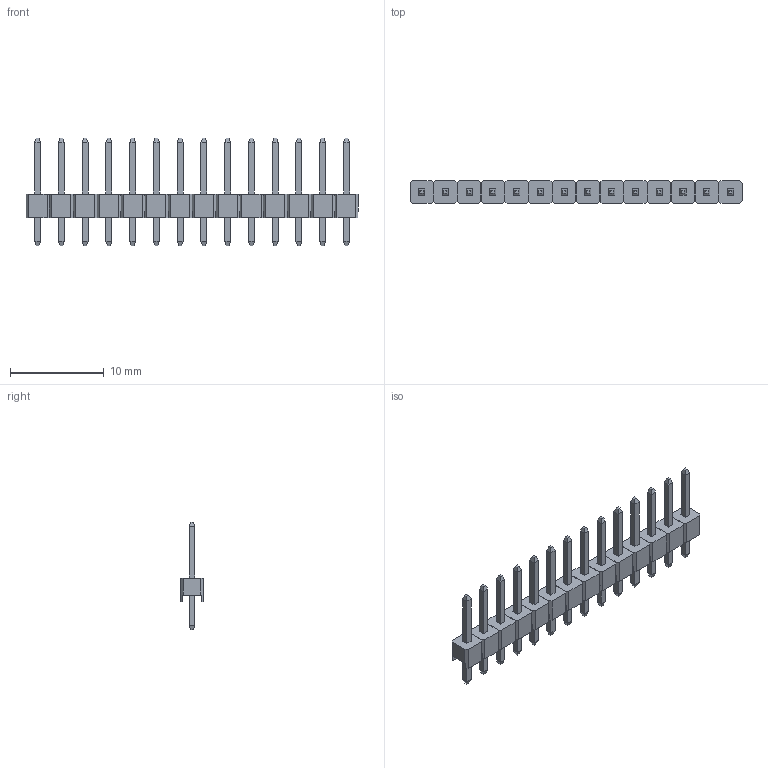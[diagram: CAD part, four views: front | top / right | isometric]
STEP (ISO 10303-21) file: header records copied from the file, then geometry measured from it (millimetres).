
FILE_DESCRIPTION(('FreeCAD Model'),'2;1');
FILE_NAME('Open CASCADE Shape Model','2024-06-27T16:53:09',(''),(''), 'Open CASCADE STEP processor 7.6','FreeCAD','Unknown');
FILE_SCHEMA(('AUTOMOTIVE_DESIGN { 1 0 10303 214 1 1 1 1 }'));
Length unit declared in the file: millimetre
Products named in the file (16): pls-14; Frame; Pin01; Pin002; Pin003; Pin004; Pin005; Pin006; Pin007; Pin008; Pin009; Pin010; Pin011; Pin012; Pin013; Pin014
Assembly tree (15 placements, depth 2):
  pls-14
    Frame
    Pin01
    Pin002
    Pin003
    Pin004
    Pin005
    Pin006
    Pin007
    Pin008
    Pin009
    Pin010
    Pin011
    Pin012
    Pin013
    Pin014
Bounding box: 35.49 x 2.4 x 11.5 mm (x, y, z)
Volume: 212 mm3; surface area: 876.5 mm2
Topology: 15 solids, 15 shells, 496 faces, 1284 edges, 818 vertices
Faces by surface type: plane 384, bspline 112
Entity records: 15004 total; most frequent: CARTESIAN_POINT 3062, ORIENTED_EDGE 2568, DIRECTION 1972, EDGE_CURVE 1284, LINE 1172, VECTOR 1172, VERTEX_POINT 818, FACE_BOUND 524
